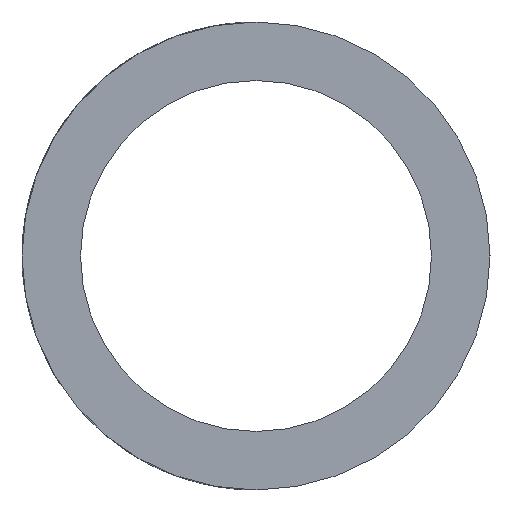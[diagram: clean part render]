
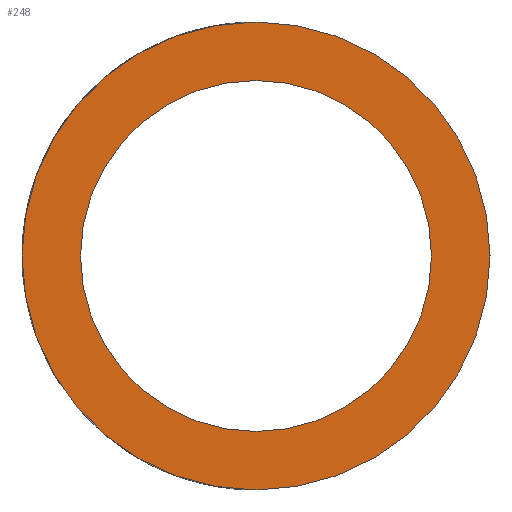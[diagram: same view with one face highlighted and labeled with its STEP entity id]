
A CAD part, left-side view. The second image highlights one B-rep face of the part: STEP entity #248.
In plain terms, the highlighted planar face has unit normal (-1, 0, 0).
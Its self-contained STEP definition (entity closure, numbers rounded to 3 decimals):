
#32 = DIRECTION ( 'NONE',  ( 0., 0., -1. ) ) ;
#94 = CIRCLE ( 'NONE', #3844, 4. ) ;
#102 = CIRCLE ( 'NONE', #5109, 3. ) ;
#244 = FACE_BOUND ( 'NONE', #4996, .T. ) ;
#248 = ADVANCED_FACE ( 'NONE', ( #244, #5201 ), #4713, .F. ) ;
#684 = VERTEX_POINT ( 'NONE', #1441 ) ;
#702 = DIRECTION ( 'NONE',  ( 0., 0., -1. ) ) ;
#829 = DIRECTION ( 'NONE',  ( 1., 0., 0. ) ) ;
#1009 = CARTESIAN_POINT ( 'NONE',  ( 0., 0., 0. ) ) ;
#1199 = EDGE_CURVE ( 'NONE', #684, #1710, #94, .T. ) ;
#1241 = CIRCLE ( 'NONE', #2912, 3. ) ;
#1254 = CIRCLE ( 'NONE', #2497, 4. ) ;
#1255 = DIRECTION ( 'NONE',  ( 0., 0., -1. ) ) ;
#1397 = DIRECTION ( 'NONE',  ( 0., 0., -1. ) ) ;
#1441 = CARTESIAN_POINT ( 'NONE',  ( 0., 0., -4. ) ) ;
#1710 = VERTEX_POINT ( 'NONE', #3473 ) ;
#1762 = CARTESIAN_POINT ( 'NONE',  ( 0., 0., 0. ) ) ;
#2026 = EDGE_CURVE ( 'NONE', #2523, #6100, #1241, .T. ) ;
#2444 = ORIENTED_EDGE ( 'NONE', *, *, #2026, .T. ) ;
#2497 = AXIS2_PLACEMENT_3D ( 'NONE', #4454, #4978, #5465 ) ;
#2516 = EDGE_CURVE ( 'NONE', #6100, #2523, #102, .T. ) ;
#2523 = VERTEX_POINT ( 'NONE', #4144 ) ;
#2737 = ORIENTED_EDGE ( 'NONE', *, *, #1199, .F. ) ;
#2782 = DIRECTION ( 'NONE',  ( 1., 0., 0. ) ) ;
#2898 = CARTESIAN_POINT ( 'NONE',  ( 0., 0., -3. ) ) ;
#2912 = AXIS2_PLACEMENT_3D ( 'NONE', #5687, #829, #1255 ) ;
#2994 = ORIENTED_EDGE ( 'NONE', *, *, #3712, .F. ) ;
#3219 = AXIS2_PLACEMENT_3D ( 'NONE', #3298, #2782, #702 ) ;
#3298 = CARTESIAN_POINT ( 'NONE',  ( 0., 0., 0. ) ) ;
#3473 = CARTESIAN_POINT ( 'NONE',  ( 0., 0., 4. ) ) ;
#3553 = DIRECTION ( 'NONE',  ( 1., 0., 0. ) ) ;
#3712 = EDGE_CURVE ( 'NONE', #1710, #684, #1254, .T. ) ;
#3780 = DIRECTION ( 'NONE',  ( 1., 0., 0. ) ) ;
#3844 = AXIS2_PLACEMENT_3D ( 'NONE', #1762, #3780, #1397 ) ;
#4003 = EDGE_LOOP ( 'NONE', ( #2994, #2737 ) ) ;
#4144 = CARTESIAN_POINT ( 'NONE',  ( 0., 0., 3. ) ) ;
#4454 = CARTESIAN_POINT ( 'NONE',  ( 0., 0., 0. ) ) ;
#4713 = PLANE ( 'NONE',  #3219 ) ;
#4978 = DIRECTION ( 'NONE',  ( 1., 0., 0. ) ) ;
#4996 = EDGE_LOOP ( 'NONE', ( #2444, #5754 ) ) ;
#5109 = AXIS2_PLACEMENT_3D ( 'NONE', #1009, #3553, #32 ) ;
#5201 = FACE_OUTER_BOUND ( 'NONE', #4003, .T. ) ;
#5465 = DIRECTION ( 'NONE',  ( 0., 0., -1. ) ) ;
#5687 = CARTESIAN_POINT ( 'NONE',  ( 0., 0., 0. ) ) ;
#5754 = ORIENTED_EDGE ( 'NONE', *, *, #2516, .T. ) ;
#6100 = VERTEX_POINT ( 'NONE', #2898 ) ;
